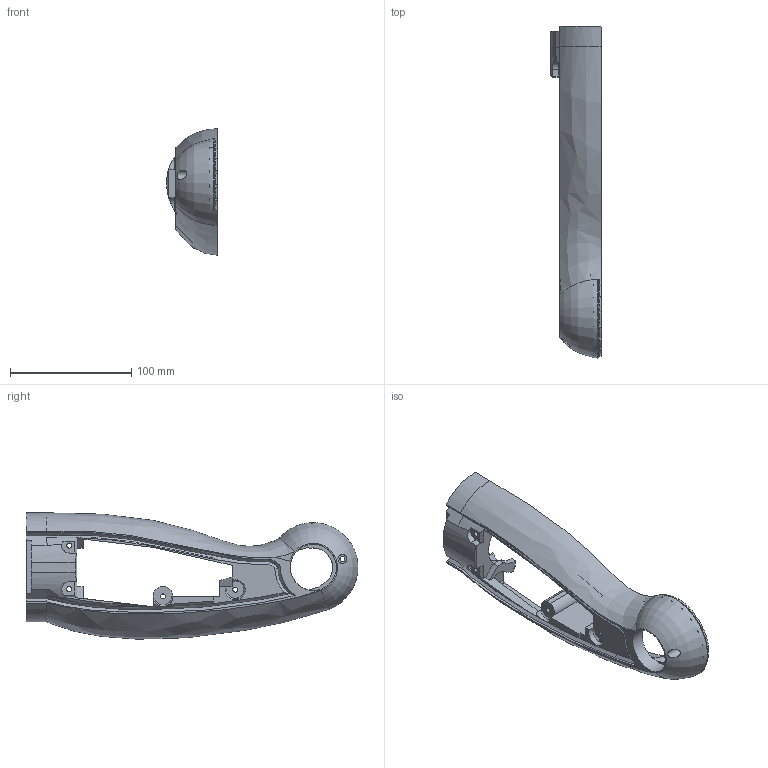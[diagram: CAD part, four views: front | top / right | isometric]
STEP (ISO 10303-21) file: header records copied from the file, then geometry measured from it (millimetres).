
FILE_DESCRIPTION(/* description */ ('STEP AP214'),/* implementation_level */ '2;1');
FILE_NAME(/* name */ '683c51774258294a187f3f6b',/* time_stamp */ '2025-06-01T13:11:20Z',/* author */ (''),/* organization */ (''),/* preprocessor_version */ 'ST-DEVELOPER v20',/* originating_system */ 'ONSHAPE BY PTC INC, 1.198',/* authorisation */ ' ');
FILE_SCHEMA (('AUTOMOTIVE_DESIGN {1 0 10303 214 3 1 1}'));
Length unit declared in the file: metre
Products named in the file (1): Part 37
Bounding box: 41.5 x 273.84 x 104.27 mm (x, y, z)
Volume: 228070.8 mm3; surface area: 78516.7 mm2
Topology: 1 solids, 1 shells, 252 faces, 717 edges, 461 vertices
Faces by surface type: plane 118, cylinder 70, bspline 45, torus 17, cone 2
Full cylindrical faces by diameter (mm): 2.1 x10, 4.2 x5, 7.5 x1, 38.1 x1
Entity records: 9890 total; most frequent: CARTESIAN_POINT 3851, ORIENTED_EDGE 1352, DIRECTION 1095, EDGE_CURVE 676, VERTEX_POINT 443, AXIS2_PLACEMENT_3D 399, LINE 297, VECTOR 297
